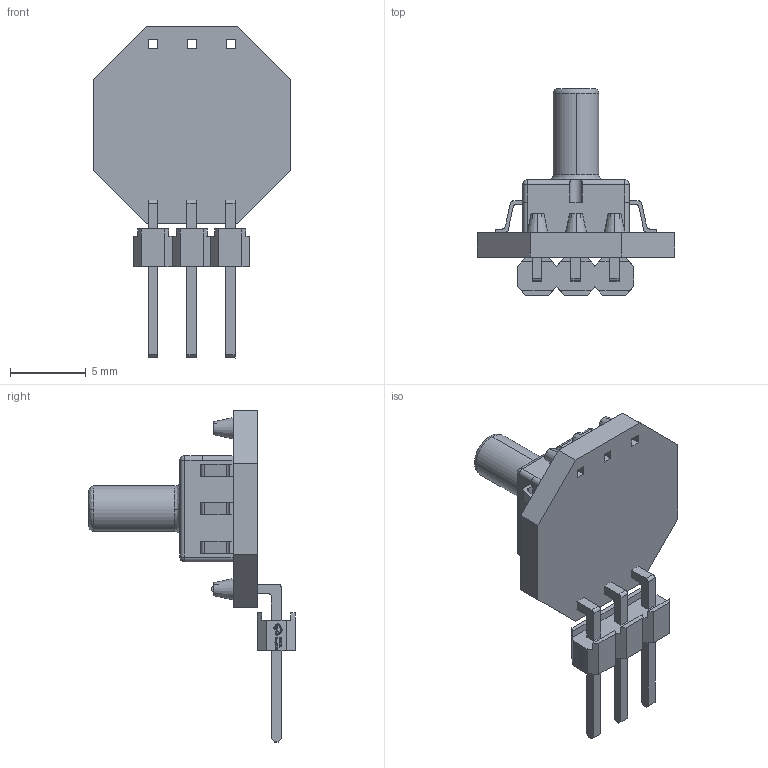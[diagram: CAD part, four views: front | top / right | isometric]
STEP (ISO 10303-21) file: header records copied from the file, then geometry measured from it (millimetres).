
FILE_DESCRIPTION (( 'STEP AP214' ), '1' );
FILE_NAME ('拏宒ァ揤換覜ん.STEP', '2025-03-12T11:02:49', ( '' ), ( '' ), 'SwSTEP 2.0', 'SolidWorks 2022', '' );
FILE_SCHEMA (( 'AUTOMOTIVE_DESIGN' ));
Length unit declared in the file: millimetre
Products named in the file (3): 卧式气压传感器; 排针三; XGZP6847A
Assembly tree (2 placements, depth 2):
  卧式气压传感器
    XGZP6847A
    排针三
Bounding box: 13 x 13.6 x 21.86 mm (x, y, z)
Volume: 486.5 mm3; surface area: 848 mm2
Topology: 2 solids, 2 shells, 566 faces, 1559 edges, 1036 vertices
Faces by surface type: plane 372, bspline 122, cylinder 58, cone 12, sphere 2
Entity records: 22153 total; most frequent: CARTESIAN_POINT 5980, ORIENTED_EDGE 3114, DIRECTION 2333, EDGE_CURVE 1557, LINE 1091, VECTOR 1091, VERTEX_POINT 1036, EDGE_LOOP 631
